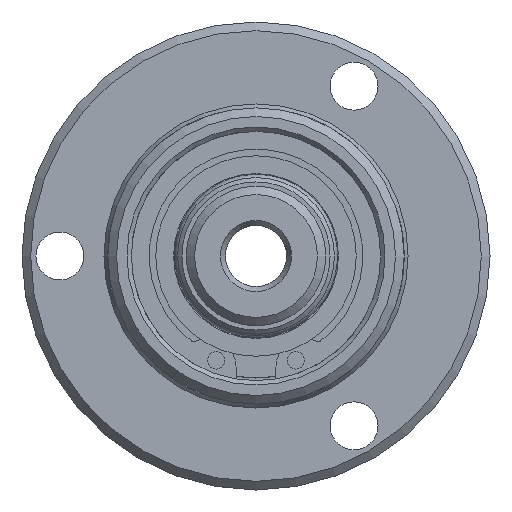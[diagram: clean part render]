
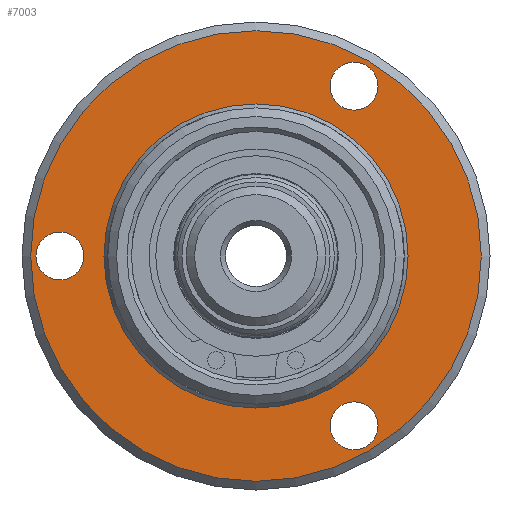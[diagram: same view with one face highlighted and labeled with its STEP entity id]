
A CAD part, left-side view. The second image highlights one B-rep face of the part: STEP entity #7003.
In plain terms, the highlighted planar face has unit normal (-1, 0, 0).
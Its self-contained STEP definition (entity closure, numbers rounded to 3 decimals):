
#215=FACE_BOUND('',#1419,.T.);
#216=FACE_BOUND('',#1420,.T.);
#217=FACE_BOUND('',#1421,.T.);
#218=FACE_BOUND('',#1422,.T.);
#415=PLANE('',#7376);
#998=FACE_OUTER_BOUND('',#1418,.T.);
#1418=EDGE_LOOP('',(#6304));
#1419=EDGE_LOOP('',(#6305));
#1420=EDGE_LOOP('',(#6306));
#1421=EDGE_LOOP('',(#6307));
#1422=EDGE_LOOP('',(#6308,#6309));
#2762=CIRCLE('',#7350,2.75);
#2765=CIRCLE('',#7354,2.75);
#2768=CIRCLE('',#7358,2.75);
#2776=CIRCLE('',#7373,25.85);
#2778=CIRCLE('',#7377,17.45);
#2779=CIRCLE('',#7378,17.45);
#3431=VERTEX_POINT('',#12738);
#3434=VERTEX_POINT('',#12746);
#3437=VERTEX_POINT('',#12754);
#3445=VERTEX_POINT('',#12782);
#3447=VERTEX_POINT('',#12790);
#3448=VERTEX_POINT('',#12791);
#4395=EDGE_CURVE('',#3431,#3431,#2762,.T.);
#4399=EDGE_CURVE('',#3434,#3434,#2765,.T.);
#4403=EDGE_CURVE('',#3437,#3437,#2768,.T.);
#4417=EDGE_CURVE('',#3445,#3445,#2776,.T.);
#4420=EDGE_CURVE('',#3447,#3448,#2778,.T.);
#4421=EDGE_CURVE('',#3448,#3447,#2779,.T.);
#6304=ORIENTED_EDGE('',*,*,#4417,.F.);
#6305=ORIENTED_EDGE('',*,*,#4395,.T.);
#6306=ORIENTED_EDGE('',*,*,#4399,.T.);
#6307=ORIENTED_EDGE('',*,*,#4403,.T.);
#6308=ORIENTED_EDGE('',*,*,#4420,.F.);
#6309=ORIENTED_EDGE('',*,*,#4421,.F.);
#7003=ADVANCED_FACE('',(#998,#215,#216,#217,#218),#415,.F.);
#7350=AXIS2_PLACEMENT_3D('',#12739,#8623,#8624);
#7354=AXIS2_PLACEMENT_3D('',#12747,#8632,#8633);
#7358=AXIS2_PLACEMENT_3D('',#12755,#8641,#8642);
#7373=AXIS2_PLACEMENT_3D('',#12784,#8677,#8678);
#7376=AXIS2_PLACEMENT_3D('',#12789,#8684,#8685);
#7377=AXIS2_PLACEMENT_3D('',#12792,#8686,#8687);
#7378=AXIS2_PLACEMENT_3D('',#12793,#8688,#8689);
#8623=DIRECTION('center_axis',(1.,0.,0.));
#8624=DIRECTION('ref_axis',(0.,-0.866,0.5));
#8632=DIRECTION('center_axis',(1.,0.,0.));
#8633=DIRECTION('ref_axis',(0.,0.866,0.5));
#8641=DIRECTION('center_axis',(1.,0.,0.));
#8642=DIRECTION('ref_axis',(0.,0.,-1.));
#8677=DIRECTION('center_axis',(1.,0.,0.));
#8678=DIRECTION('ref_axis',(0.,-1.,0.));
#8684=DIRECTION('center_axis',(1.,0.,0.));
#8685=DIRECTION('ref_axis',(0.,0.,-1.));
#8686=DIRECTION('center_axis',(-1.,0.,0.));
#8687=DIRECTION('ref_axis',(0.,0.,1.));
#8688=DIRECTION('center_axis',(-1.,0.,0.));
#8689=DIRECTION('ref_axis',(0.,0.,1.));
#12738=CARTESIAN_POINT('',(19.,-8.868,-20.861));
#12739=CARTESIAN_POINT('Origin',(19.,-11.25,-19.486));
#12746=CARTESIAN_POINT('',(19.,-13.632,18.111));
#12747=CARTESIAN_POINT('Origin',(19.,-11.25,19.486));
#12754=CARTESIAN_POINT('',(19.,22.5,2.75));
#12755=CARTESIAN_POINT('Origin',(19.,22.5,0.));
#12782=CARTESIAN_POINT('',(19.,25.85,0.));
#12784=CARTESIAN_POINT('Origin',(19.,0.,0.));
#12789=CARTESIAN_POINT('Origin',(19.,26.85,0.));
#12790=CARTESIAN_POINT('',(19.,17.45,0.));
#12791=CARTESIAN_POINT('',(19.,-17.45,0.));
#12792=CARTESIAN_POINT('Origin',(19.,0.,0.));
#12793=CARTESIAN_POINT('Origin',(19.,0.,0.));
